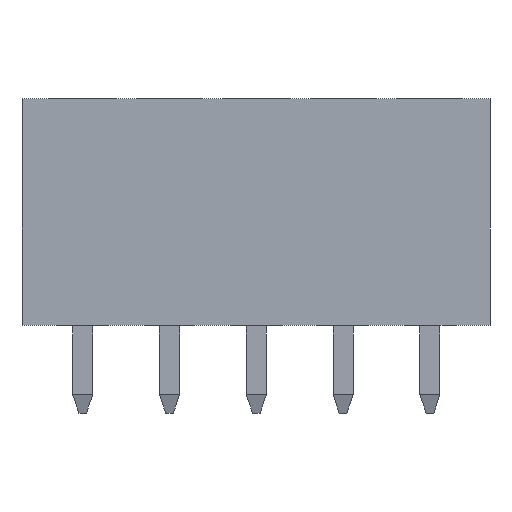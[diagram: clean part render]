
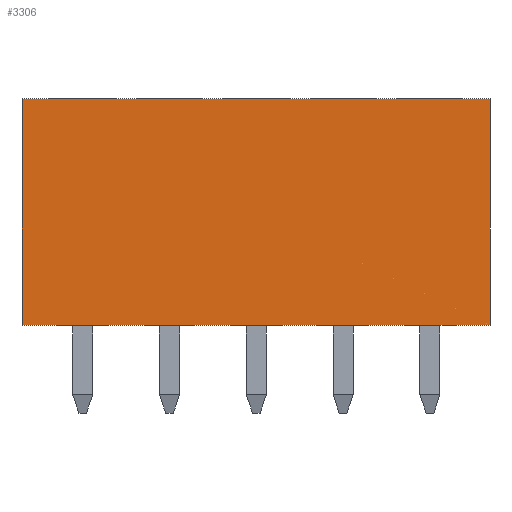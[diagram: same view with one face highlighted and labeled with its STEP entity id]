
A CAD part, front view. The second image highlights one B-rep face of the part: STEP entity #3306.
In plain terms, the highlighted planar face has unit normal (0, -1, 0).
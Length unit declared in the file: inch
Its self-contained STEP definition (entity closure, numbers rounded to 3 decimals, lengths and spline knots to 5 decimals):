
#5=DIRECTION('',(0.,0.,-1.));
#6=VECTOR('',#5,0.36);
#7=CARTESIAN_POINT('',(-0.372,-0.11,0.));
#8=LINE('',#7,#6);
#310=DIRECTION('',(1.,0.,0.));
#311=VECTOR('',#310,0.744);
#312=CARTESIAN_POINT('',(-0.372,-0.11,-0.36));
#313=LINE('',#312,#311);
#394=DIRECTION('',(1.,0.,0.));
#395=VECTOR('',#394,0.744);
#396=CARTESIAN_POINT('',(-0.372,-0.11,0.));
#397=LINE('',#396,#395);
#410=DIRECTION('',(0.,0.,-1.));
#411=VECTOR('',#410,0.36);
#412=CARTESIAN_POINT('',(0.372,-0.11,0.));
#413=LINE('',#412,#411);
#2320=CARTESIAN_POINT('',(-0.372,-0.11,0.));
#2322=VERTEX_POINT('',#2320);
#2323=CARTESIAN_POINT('',(-0.372,-0.11,-0.36));
#2324=VERTEX_POINT('',#2323);
#2328=CARTESIAN_POINT('',(0.372,-0.11,0.));
#2330=VERTEX_POINT('',#2328);
#2331=CARTESIAN_POINT('',(0.372,-0.11,-0.36));
#2332=VERTEX_POINT('',#2331);
#3294=CARTESIAN_POINT('',(-0.372,-0.11,0.));
#3295=DIRECTION('',(0.,-1.,0.));
#3296=DIRECTION('',(0.,0.,-1.));
#3297=AXIS2_PLACEMENT_3D('',#3294,#3295,#3296);
#3298=PLANE('',#3297);
#3299=ORIENTED_EDGE('',*,*,#3042,.F.);
#3300=ORIENTED_EDGE('',*,*,#3061,.T.);
#3302=ORIENTED_EDGE('',*,*,#3301,.T.);
#3303=ORIENTED_EDGE('',*,*,#3236,.F.);
#3304=EDGE_LOOP('',(#3299,#3300,#3302,#3303));
#3305=FACE_OUTER_BOUND('',#3304,.F.);
#3306=ADVANCED_FACE('',(#3305),#3298,.T.);
#3042=EDGE_CURVE('',#2322,#2324,#8,.T.);
#3061=EDGE_CURVE('',#2322,#2330,#397,.T.);
#3236=EDGE_CURVE('',#2324,#2332,#313,.T.);
#3301=EDGE_CURVE('',#2330,#2332,#413,.T.);
